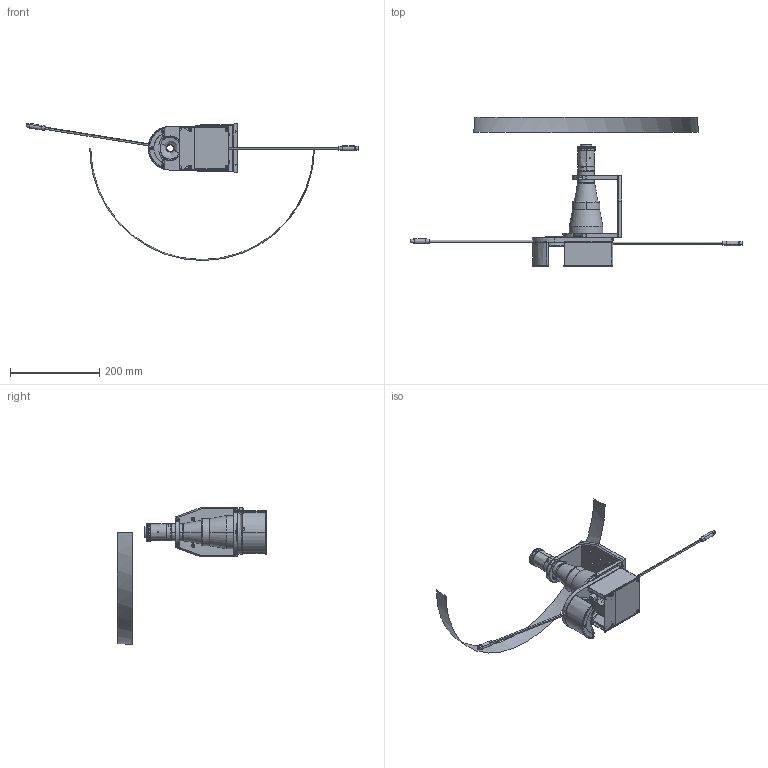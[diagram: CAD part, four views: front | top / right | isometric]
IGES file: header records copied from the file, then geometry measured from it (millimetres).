
Start section: SolidWorks IGES file using analytic representation for surfaces
Global section: file name: DP30064_TCCAGE3MHR048HP-C.igs; native system: SolidWorks 2020; preprocessor: SolidWorks 2020; author: andreava; date: 200626.164418; units: millimetre
Bounding box: 744.77 x 335.51 x 307.47 mm (x, y, z)
Surface area: 274769.2 mm2 (no closed solid volume)
Topology: 0 solids, 0 shells, 722 faces, 13613 edges, 13597 vertices
Faces by surface type: bspline 383, revolution 339
